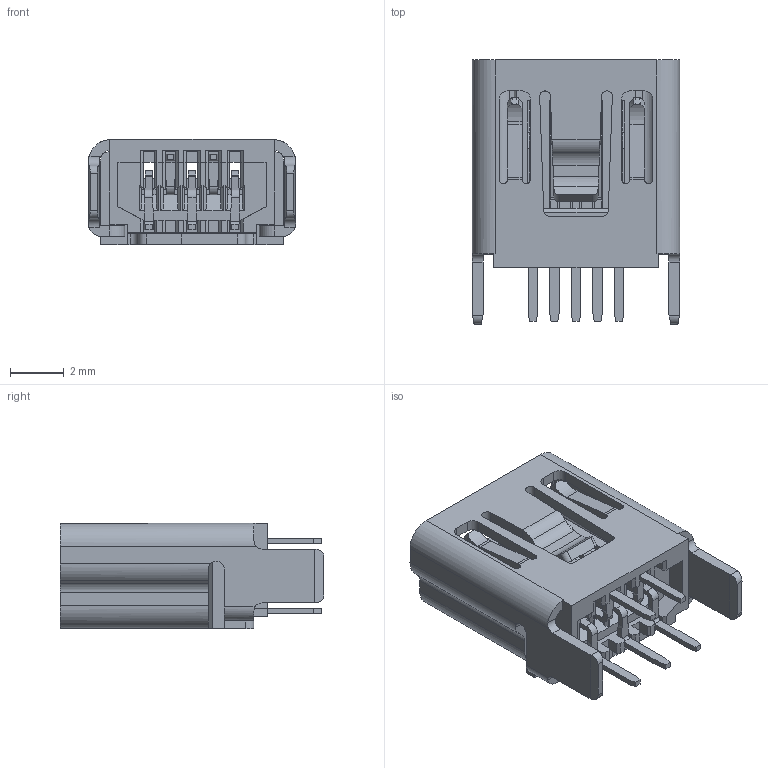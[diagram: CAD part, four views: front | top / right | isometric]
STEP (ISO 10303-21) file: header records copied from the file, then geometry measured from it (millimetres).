
FILE_DESCRIPTION (( 'STEP AP214' ), '1' );
FILE_NAME ('UE25BE5510H.STEP', '2023-06-30T15:01:42', ( '' ), ( '' ), 'SwSTEP 2.0', 'SolidWorks 2017', '' );
FILE_SCHEMA (( 'AUTOMOTIVE_DESIGN' ));
Length unit declared in the file: millimetre
Products named in the file (2): UE25BE5510H_UE25BE5510H; UE25BE5510H
Assembly tree (1 placements, depth 2):
  UE25BE5510H
    UE25BE5510H_UE25BE5510H
Bounding box: 7.7 x 9.8 x 3.9 mm (x, y, z)
Volume: 110 mm3; surface area: 581.4 mm2
Topology: 1 solids, 1 shells, 711 faces, 2150 edges, 1394 vertices
Faces by surface type: plane 497, cylinder 194, bspline 10, cone 10
Entity records: 24186 total; most frequent: CARTESIAN_POINT 4801, ORIENTED_EDGE 4300, DIRECTION 3774, EDGE_CURVE 2150, VECTOR 1620, LINE 1620, VERTEX_POINT 1394, AXIS2_PLACEMENT_3D 1077
